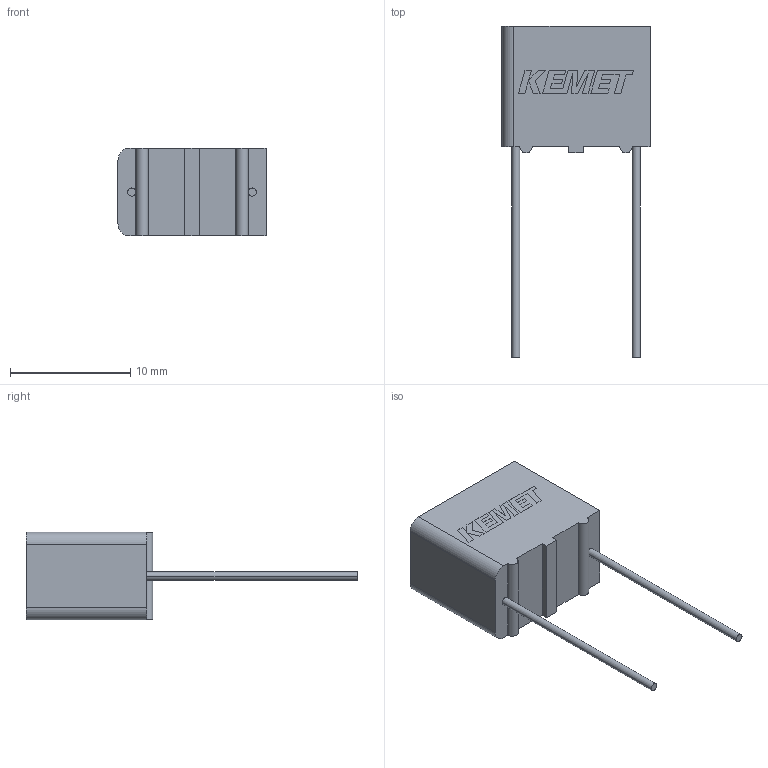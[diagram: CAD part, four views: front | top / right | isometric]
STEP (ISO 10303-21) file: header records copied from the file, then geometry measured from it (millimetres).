
FILE_DESCRIPTION (( 'STEP AP214' ), '1' );
FILE_NAME ('CTR_T340CDEF_W12.3H10.5T7.3S10LL17F0.67.STEP', '2019-05-20T19:45:31', ( '' ), ( '' ), 'SwSTEP 2.0', 'SolidWorks 2014', '' );
FILE_SCHEMA (( 'AUTOMOTIVE_DESIGN' ));
Length unit declared in the file: millimetre
Products named in the file (1): CTR_T340CDEF_W12.3H10.5T7.3S10LL17F0.67
Bounding box: 12.3 x 27.5 x 7.3 mm (x, y, z)
Volume: 915.5 mm3; surface area: 675.3 mm2
Topology: 4 solids, 4 shells, 79 faces, 209 edges, 138 vertices
Faces by surface type: plane 71, cylinder 8
Entity records: 3337 total; most frequent: CARTESIAN_POINT 427, ORIENTED_EDGE 418, DIRECTION 385, EDGE_CURVE 209, LINE 193, VECTOR 193, VERTEX_POINT 138, AXIS2_PLACEMENT_3D 96
